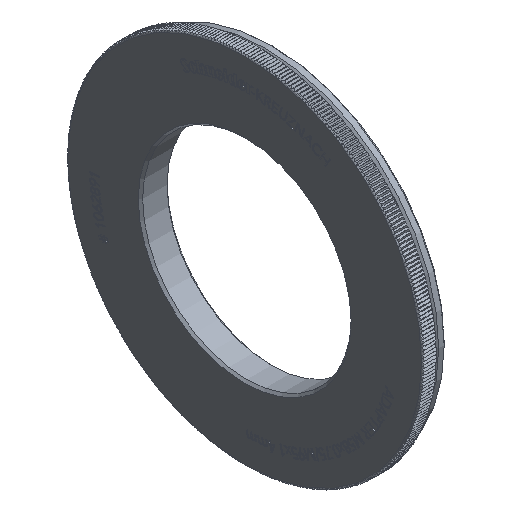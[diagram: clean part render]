
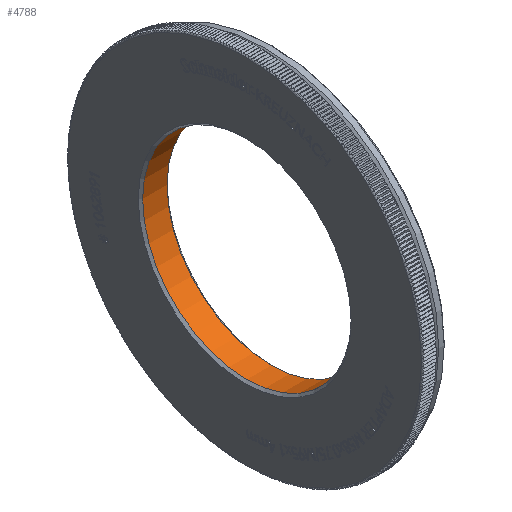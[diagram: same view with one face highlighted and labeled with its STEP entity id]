
A CAD part, isometric view. The second image highlights one B-rep face of the part: STEP entity #4788.
In plain terms, the highlighted cylindrical face has radius 28.59 mm (diameter 57.18 mm), a full revolution.
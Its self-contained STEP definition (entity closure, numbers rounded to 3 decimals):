
#2735=CYLINDRICAL_SURFACE('',#30073,28.59);
#4788=ADVANCED_FACE('',(#7358,#7359),#2735,.F.);
#7291=CIRCLE('',#30070,28.59);
#7292=CIRCLE('',#30072,28.59);
#7358=FACE_BOUND('',#7838,.T.);
#7359=FACE_BOUND('',#7839,.T.);
#7838=EDGE_LOOP('',(#11505));
#7839=EDGE_LOOP('',(#11506));
#11505=ORIENTED_EDGE('',*,*,#23560,.T.);
#11506=ORIENTED_EDGE('',*,*,#23559,.F.);
#20272=VERTEX_POINT('',#48022);
#20273=VERTEX_POINT('',#48025);
#23559=EDGE_CURVE('',#20272,#20272,#7291,.T.);
#23560=EDGE_CURVE('',#20273,#20273,#7292,.T.);
#30070=AXIS2_PLACEMENT_3D('',#48021,#31951,#31952);
#30072=AXIS2_PLACEMENT_3D('',#48024,#31955,#31956);
#30073=AXIS2_PLACEMENT_3D('',#48026,#31957,#31958);
#31951=DIRECTION('',(1.,0.,0.));
#31952=DIRECTION('',(0.,1.,0.));
#31955=DIRECTION('',(1.,0.,0.));
#31956=DIRECTION('',(0.,1.,0.));
#31957=DIRECTION('',(-1.,0.,0.));
#31958=DIRECTION('',(0.,1.,0.));
#48021=CARTESIAN_POINT('',(0.61,0.,0.));
#48022=CARTESIAN_POINT('',(0.61,28.59,0.));
#48024=CARTESIAN_POINT('',(7.29,0.,0.));
#48025=CARTESIAN_POINT('',(7.29,28.59,0.));
#48026=CARTESIAN_POINT('',(7.29,0.,0.));
